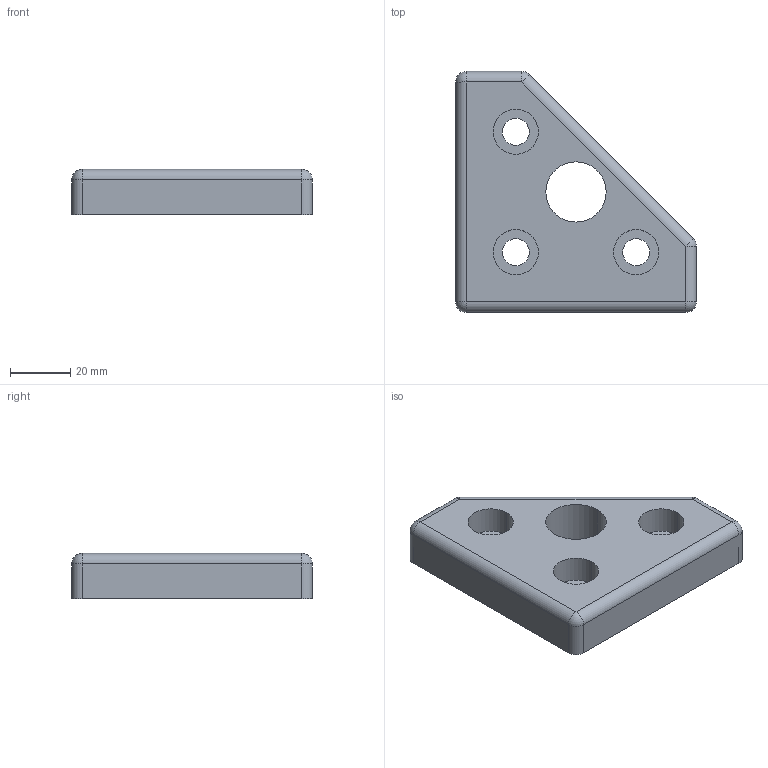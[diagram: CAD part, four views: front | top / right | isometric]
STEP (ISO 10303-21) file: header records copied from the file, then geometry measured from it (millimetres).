
FILE_DESCRIPTION((''),'2;1');
FILE_NAME('SZ0259V.stp','2009-07-27T13:35:58',(''),(''),'Mechanical Desktop 2007','Mechanical Desktop 2007',', , ');
FILE_SCHEMA(('CONFIG_CONTROL_DESIGN'));
Length unit declared in the file: millimetre
Products named in the file (1): SZ0259V
Bounding box: 80 x 80 x 15 mm (x, y, z)
Volume: 60554.1 mm3; surface area: 15104 mm2
Topology: 1 solids, 1 shells, 39 faces, 92 edges, 53 vertices
Faces by surface type: cylinder 24, plane 10, sphere 5
Entity records: 1200 total; most frequent: DIRECTION 215, CARTESIAN_POINT 180, ORIENTED_EDGE 174, AXIS2_PLACEMENT_3D 88, EDGE_CURVE 87, VERTEX_POINT 53, EDGE_LOOP 50, CIRCLE 48
